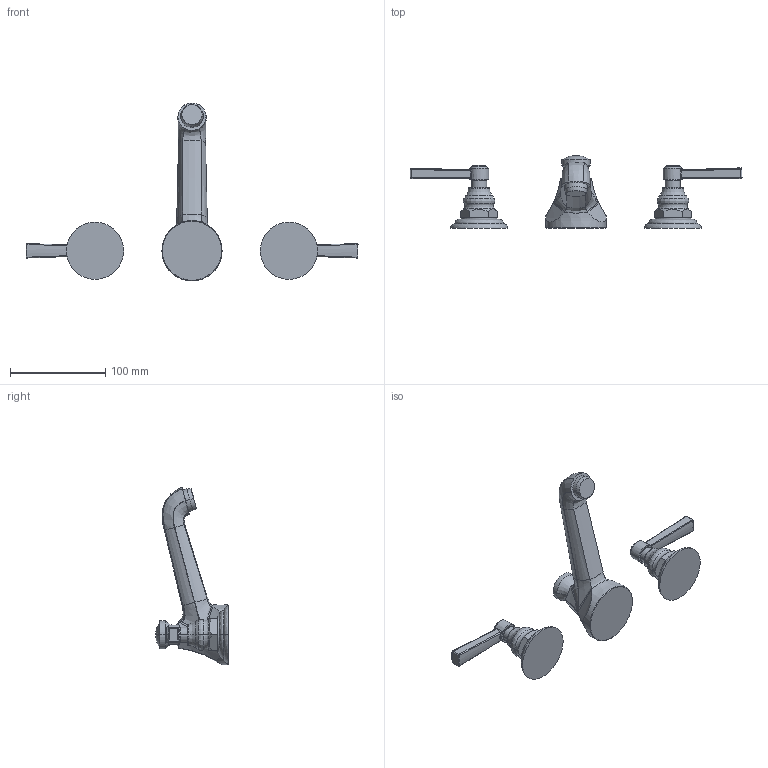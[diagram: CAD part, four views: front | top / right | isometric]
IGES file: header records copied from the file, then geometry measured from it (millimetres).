
Start section:  PTC IGES file: 910.igs
Global section: file name: 910.igs; native system: Creo Parametric by PTC Inc.; preprocessor: 2018400; author: jinson.thomas; organization: Unknown; date: 20201126.094556; units: inch
Bounding box: 347.98 x 76.33 x 186.2 mm (x, y, z)
Volume: 312444.3 mm3; surface area: 54087.7 mm2
Topology: 3 solids, 3 shells, 268 faces, 605 edges, 347 vertices
Faces by surface type: bspline 159, revolution 109
